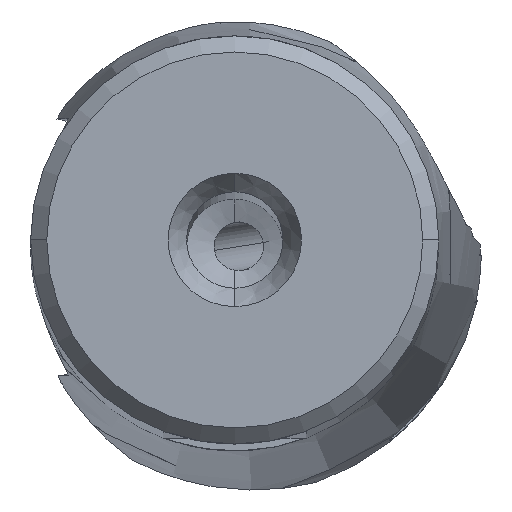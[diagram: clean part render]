
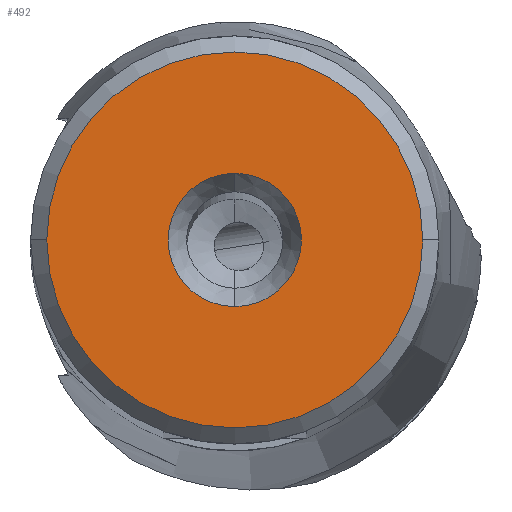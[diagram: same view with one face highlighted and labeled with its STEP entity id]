
A CAD part, top view. The second image highlights one B-rep face of the part: STEP entity #492.
In plain terms, the highlighted planar face has unit normal (0, 0, 1).
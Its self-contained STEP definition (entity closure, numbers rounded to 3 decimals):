
#492=ADVANCED_FACE('',(#623,#624),#590,.T.);
#590=PLANE('',#1858);
#623=FACE_BOUND('',#635,.T.);
#624=FACE_BOUND('',#636,.T.);
#635=EDGE_LOOP('',(#739,#740,#741));
#636=EDGE_LOOP('',(#742,#743));
#739=ORIENTED_EDGE('',*,*,#1442,.F.);
#740=ORIENTED_EDGE('',*,*,#1443,.F.);
#741=ORIENTED_EDGE('',*,*,#1444,.F.);
#742=ORIENTED_EDGE('',*,*,#1445,.F.);
#743=ORIENTED_EDGE('',*,*,#1446,.F.);
#1269=VERTEX_POINT('',#2567);
#1270=VERTEX_POINT('',#2568);
#1271=VERTEX_POINT('',#2570);
#1272=VERTEX_POINT('',#2573);
#1273=VERTEX_POINT('',#2574);
#1442=EDGE_CURVE('',#1269,#1270,#1707,.T.);
#1443=EDGE_CURVE('',#1271,#1269,#1708,.T.);
#1444=EDGE_CURVE('',#1270,#1271,#1709,.T.);
#1445=EDGE_CURVE('',#1272,#1273,#1710,.T.);
#1446=EDGE_CURVE('',#1273,#1272,#1711,.T.);
#1707=CIRCLE('',#1853,11.7);
#1708=CIRCLE('',#1854,11.7);
#1709=CIRCLE('',#1855,11.7);
#1710=CIRCLE('',#1856,4.15);
#1711=CIRCLE('',#1857,4.15);
#1853=AXIS2_PLACEMENT_3D('',#2566,#2067,#2068);
#1854=AXIS2_PLACEMENT_3D('',#2569,#2069,#2070);
#1855=AXIS2_PLACEMENT_3D('',#2571,#2071,#2072);
#1856=AXIS2_PLACEMENT_3D('',#2572,#2073,#2074);
#1857=AXIS2_PLACEMENT_3D('',#2575,#2075,#2076);
#1858=AXIS2_PLACEMENT_3D('',#2576,#2077,#2078);
#2067=DIRECTION('',(0.,0.,-1.));
#2068=DIRECTION('',(-1.,0.,0.));
#2069=DIRECTION('',(0.,0.,-1.));
#2070=DIRECTION('',(0.,-1.,0.));
#2071=DIRECTION('',(0.,0.,-1.));
#2072=DIRECTION('',(1.,0.,0.));
#2073=DIRECTION('',(0.,0.,1.));
#2074=DIRECTION('',(0.,-1.,0.));
#2075=DIRECTION('',(0.,0.,1.));
#2076=DIRECTION('',(0.,1.,0.));
#2077=DIRECTION('',(0.,0.,1.));
#2078=DIRECTION('',(1.,0.,0.));
#2566=CARTESIAN_POINT('',(0.,0.,0.));
#2567=CARTESIAN_POINT('',(-11.7,0.,0.));
#2568=CARTESIAN_POINT('',(11.7,0.,0.));
#2569=CARTESIAN_POINT('',(0.,0.,0.));
#2570=CARTESIAN_POINT('',(0.,-11.7,0.));
#2571=CARTESIAN_POINT('',(0.,0.,0.));
#2572=CARTESIAN_POINT('',(0.,0.,0.));
#2573=CARTESIAN_POINT('',(0.,-4.15,0.));
#2574=CARTESIAN_POINT('',(0.,4.15,0.));
#2575=CARTESIAN_POINT('',(0.,0.,0.));
#2576=CARTESIAN_POINT('',(0.,0.,0.));
